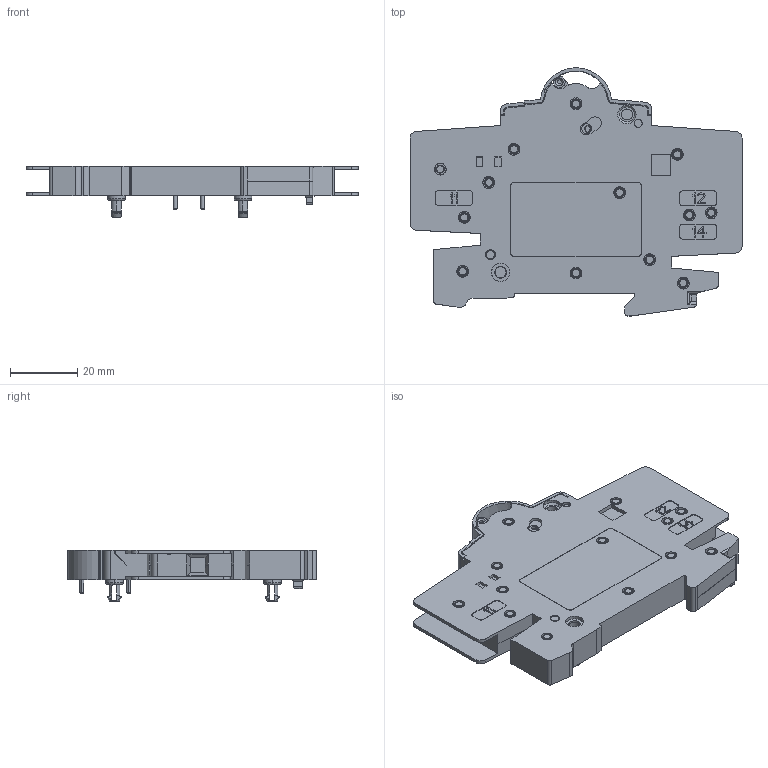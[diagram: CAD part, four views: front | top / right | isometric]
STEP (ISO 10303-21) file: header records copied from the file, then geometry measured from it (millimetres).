
FILE_DESCRIPTION((''),'2;1');
FILE_NAME('2CDS200914_SW0003','2013-07-02T',('deu213684'),(''),'PRO/ENGINEER BY PARAMETRIC TECHNOLOGY CORPORATION, 2011310','PRO/ENGINEER BY PARAMETRIC TECHNOLOGY CORPORATION, 2011310','');
FILE_SCHEMA(('AUTOMOTIVE_DESIGN_CC2 { 1 2 10303 214 -1 1 5 2 }'));
Length unit declared in the file: millimetre
Products named in the file (1): 2CDS200914_SW0003
Bounding box: 99 x 73.96 x 15.3 mm (x, y, z)
Volume: 39017.2 mm3; surface area: 18541.1 mm2
Topology: 1 solids, 1 shells, 967 faces, 2475 edges, 1597 vertices
Faces by surface type: plane 514, cylinder 256, cone 137, torus 42, bspline 17, extrusion 1
Entity records: 37624 total; most frequent: CARTESIAN_POINT 7002, DIRECTION 5037, ORIENTED_EDGE 4950, EDGE_CURVE 2475, AXIS2_PLACEMENT_3D 1759, VERTEX_POINT 1597, VECTOR 1519, LINE 1518
